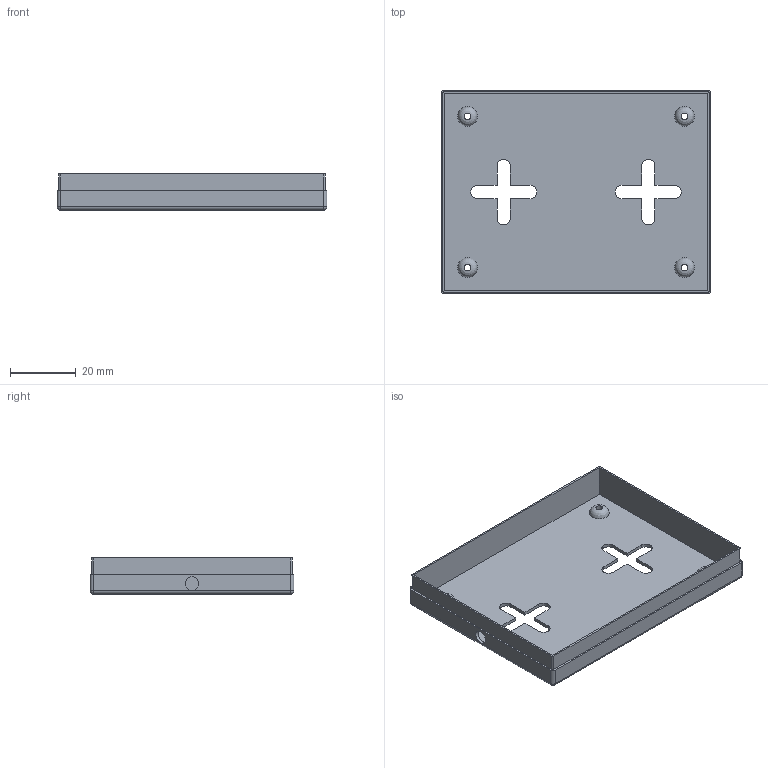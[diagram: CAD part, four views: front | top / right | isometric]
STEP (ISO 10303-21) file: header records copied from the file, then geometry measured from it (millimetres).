
FILE_DESCRIPTION(('FreeCAD Model'),'2;1');
FILE_NAME('bottom.step','2017-04-06T19:11:58',('Author'),(''), 'Open CASCADE STEP processor 6.8','FreeCAD','Unknown');
FILE_SCHEMA(('AUTOMOTIVE_DESIGN_CC2 { 1 2 10303 214 -1 1 5 4 }'));
Length unit declared in the file: millimetre
Products named in the file (2): ASSEMBLY; BottomWithCableHole
Assembly tree (1 placements, depth 2):
  ASSEMBLY
    BottomWithCableHole
Bounding box: 82 x 62 x 11 mm (x, y, z)
Volume: 6986.9 mm3; surface area: 15688.8 mm2
Topology: 1 solids, 1 shells, 65 faces, 171 edges, 110 vertices
Faces by surface type: plane 32, cylinder 25, revolution 4, sphere 4
Full cylindrical faces by diameter (mm): 2 x4, 4.2 x1
Entity records: 4471 total; most frequent: CARTESIAN_POINT 994, DIRECTION 651, LINE 373, VECTOR 373, ORIENTED_EDGE 342, PCURVE 342, DEFINITIONAL_REPRESENTATION 342, EDGE_CURVE 171
